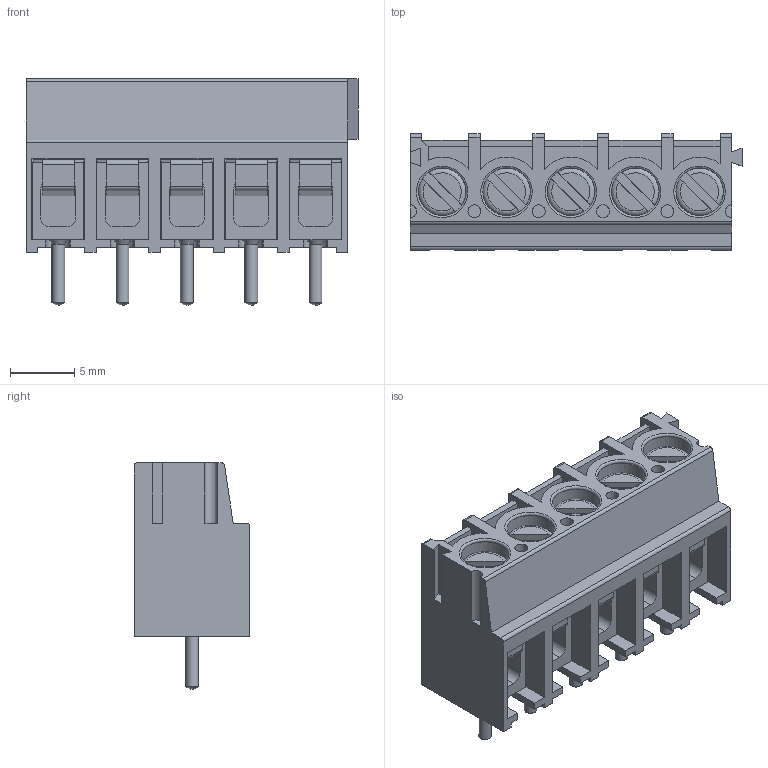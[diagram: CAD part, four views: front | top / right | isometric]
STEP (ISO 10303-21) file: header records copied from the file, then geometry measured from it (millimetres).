
FILE_DESCRIPTION(('STEP AP214'), '1');
FILE_NAME('DG302', '2019-10-01T20:08:32', ('AF'), (''), 'UNSPECIFIED', 'UNSPECIFIED', '');
FILE_SCHEMA(('AUTOMOTIVE_DESIGN { 1 0 10303 214 3 1 1}'));
Length unit declared in the file: millimetre
Assembly tree (15 placements, depth 2):
  (unnamed)
    (unnamed)  x5
    (unnamed)  x5
    (unnamed)  x5
Bounding box: 25.8 x 9 x 17.6 mm (x, y, z)
Volume: 1755 mm3; surface area: 4661.2 mm2
Topology: 16 solids, 16 shells, 543 faces, 1369 edges, 862 vertices
Faces by surface type: plane 394, cylinder 114, cone 15, torus 15, sphere 5
Full cylindrical faces by diameter (mm): 1 x9, 2.3 x5, 2.5 x5, 3 x10, 3.05 x5, 3.8 x5, 4 x5
Entity records: 10690 total; most frequent: CARTESIAN_POINT 1600, DIRECTION 1328, ORIENTED_EDGE 1324, EDGE_CURVE 662, LINE 542, VECTOR 542, VERTEX_POINT 448, AXIS2_PLACEMENT_3D 393
